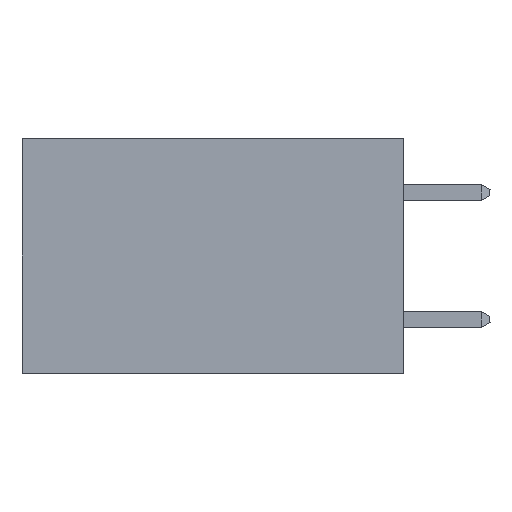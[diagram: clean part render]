
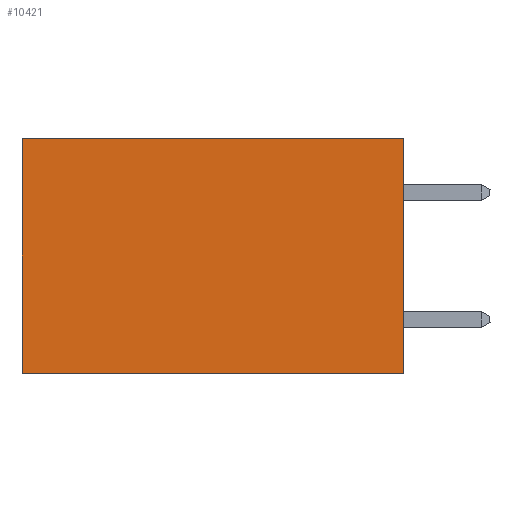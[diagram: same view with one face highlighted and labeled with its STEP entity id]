
A CAD part, left-side view. The second image highlights one B-rep face of the part: STEP entity #10421.
In plain terms, the highlighted planar face has unit normal (-1, 0, 0).
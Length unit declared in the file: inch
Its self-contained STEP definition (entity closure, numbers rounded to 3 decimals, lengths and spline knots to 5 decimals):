
#11 = CARTESIAN_POINT ( 'NONE',  ( 0.2875, 0., -0.37 ) ) ;
#295 = AXIS2_PLACEMENT_3D ( 'NONE', #33414, #7579, #12981 ) ;
#867 = EDGE_CURVE ( 'NONE', #8131, #29150, #8389, .T. ) ;
#1737 = PLANE ( 'NONE',  #295 ) ;
#4981 = CARTESIAN_POINT ( 'NONE',  ( 0.2875, 0.6, 0. ) ) ;
#5088 = CARTESIAN_POINT ( 'NONE',  ( 0.2875, 0., 0. ) ) ;
#7501 = DIRECTION ( 'NONE',  ( 0., 0., -1. ) ) ;
#7579 = DIRECTION ( 'NONE',  ( 1., 0., 0. ) ) ;
#8131 = VERTEX_POINT ( 'NONE', #29029 ) ;
#8389 = LINE ( 'NONE', #11, #34899 ) ;
#9032 = FACE_OUTER_BOUND ( 'NONE', #13942, .T. ) ;
#10421 = ADVANCED_FACE ( 'NONE', ( #9032 ), #1737, .F. ) ;
#10612 = LINE ( 'NONE', #5088, #24909 ) ;
#12981 = DIRECTION ( 'NONE',  ( 0., 0., -1. ) ) ;
#13942 = EDGE_LOOP ( 'NONE', ( #32844, #15994, #23287, #33945 ) ) ;
#15994 = ORIENTED_EDGE ( 'NONE', *, *, #867, .F. ) ;
#17390 = EDGE_CURVE ( 'NONE', #33751, #29150, #28858, .T. ) ;
#20118 = CARTESIAN_POINT ( 'NONE',  ( 0.2875, 0., 0. ) ) ;
#20699 = EDGE_CURVE ( 'NONE', #28856, #8131, #10612, .T. ) ;
#21071 = EDGE_CURVE ( 'NONE', #28856, #33751, #30376, .T. ) ;
#21234 = VECTOR ( 'NONE', #7501, 39.37008 ) ;
#23287 = ORIENTED_EDGE ( 'NONE', *, *, #20699, .F. ) ;
#24439 = CARTESIAN_POINT ( 'NONE',  ( 0.2875, 0., 0. ) ) ;
#24909 = VECTOR ( 'NONE', #33457, 39.37008 ) ;
#28594 = CARTESIAN_POINT ( 'NONE',  ( 0.2875, 0.6, -0.37 ) ) ;
#28652 = DIRECTION ( 'NONE',  ( 0., 1., 0. ) ) ;
#28770 = DIRECTION ( 'NONE',  ( 0., 1., 0. ) ) ;
#28856 = VERTEX_POINT ( 'NONE', #24439 ) ;
#28858 = LINE ( 'NONE', #4981, #21234 ) ;
#29029 = CARTESIAN_POINT ( 'NONE',  ( 0.2875, 0., -0.37 ) ) ;
#29150 = VERTEX_POINT ( 'NONE', #28594 ) ;
#29956 = VECTOR ( 'NONE', #28770, 39.37008 ) ;
#30376 = LINE ( 'NONE', #20118, #29956 ) ;
#32844 = ORIENTED_EDGE ( 'NONE', *, *, #17390, .T. ) ;
#33414 = CARTESIAN_POINT ( 'NONE',  ( 0.2875, 0., 0. ) ) ;
#33457 = DIRECTION ( 'NONE',  ( 0., 0., -1. ) ) ;
#33751 = VERTEX_POINT ( 'NONE', #35038 ) ;
#33945 = ORIENTED_EDGE ( 'NONE', *, *, #21071, .T. ) ;
#34899 = VECTOR ( 'NONE', #28652, 39.37008 ) ;
#35038 = CARTESIAN_POINT ( 'NONE',  ( 0.2875, 0.6, 0. ) ) ;
